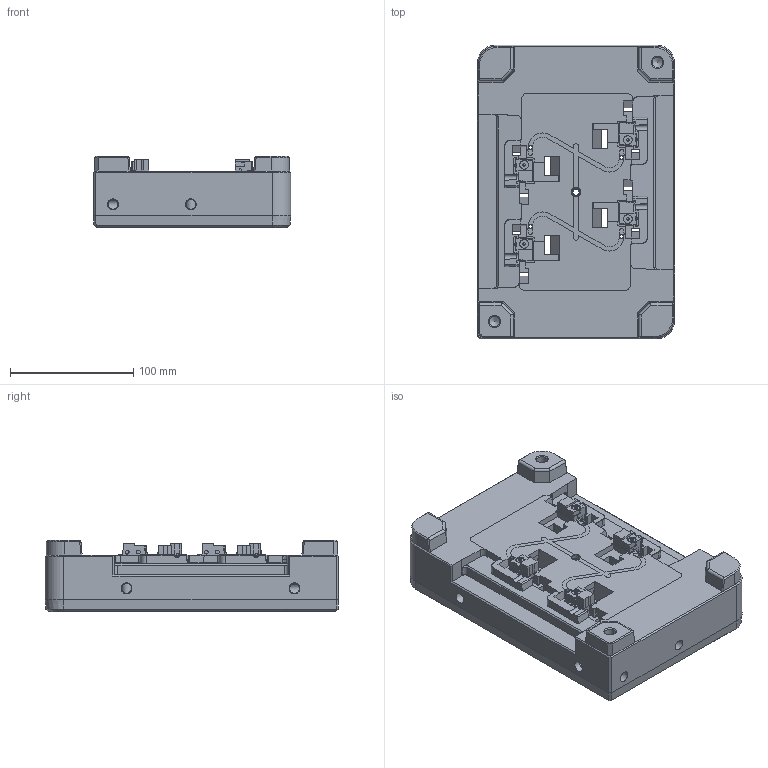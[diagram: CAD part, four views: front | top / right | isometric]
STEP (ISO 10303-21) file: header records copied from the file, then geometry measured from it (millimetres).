
FILE_DESCRIPTION(/* description */ (''),/* implementation_level */ '2;1');
FILE_NAME(/* name */ 'CORE INSERTIT0588-01.stp',/* time_stamp */ '2025-01-31T13:03:07+06:00',/* author */ (''),/* organization */ (''),/* preprocessor_version */ 'ST-DEVELOPER v16',/* originating_system */ 'SIEMENS PLM Software NX 11.0',/* authorisation */ '');
FILE_SCHEMA (('AUTOMOTIVE_DESIGN { 1 0 10303 214 3 1 1 1 }'));
Length unit declared in the file: millimetre
Products named in the file (1): CORE INSERTIT0588-01
Bounding box: 160 x 238 x 58 mm (x, y, z)
Volume: 1582243.7 mm3; surface area: 160534.3 mm2
Topology: 1 solids, 1 shells, 896 faces, 2588 edges, 1702 vertices
Faces by surface type: plane 523, cylinder 252, cone 63, bspline 37, torus 21
Full cylindrical faces by diameter (mm): 3 x4, 5 x1, 8 x16, 8.5 x6, 8.8 x8
Entity records: 35855 total; most frequent: CARTESIAN_POINT 6873, ORIENTED_EDGE 4968, DIRECTION 4676, EDGE_CURVE 2484, LINE 1696, VECTOR 1696, VERTEX_POINT 1670, AXIS2_PLACEMENT_3D 1490
